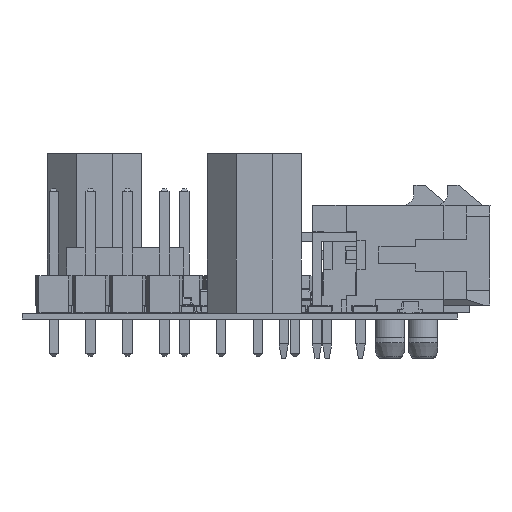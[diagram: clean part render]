
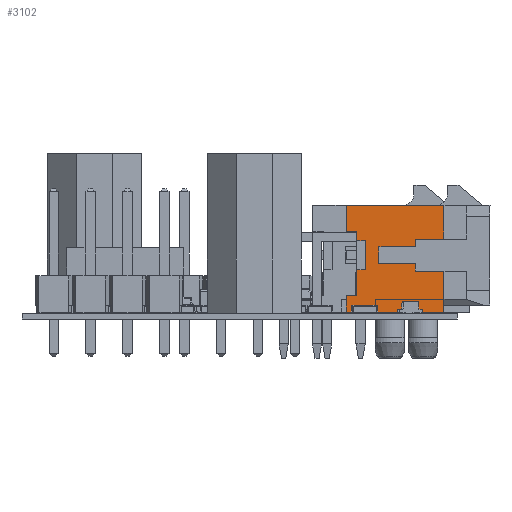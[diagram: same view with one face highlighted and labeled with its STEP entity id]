
A CAD part, front view. The second image highlights one B-rep face of the part: STEP entity #3102.
In plain terms, the highlighted face is planar.
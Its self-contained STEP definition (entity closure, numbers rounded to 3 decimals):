
#1698 = VERTEX_POINT('',#1699);
#1699 = CARTESIAN_POINT('',(-5.075,-1.1,1.78));
#1705 = EDGE_CURVE('',#1698,#1706,#1708,.T.);
#1706 = VERTEX_POINT('',#1707);
#1707 = CARTESIAN_POINT('',(-5.075,-1.1,-0.2));
#1708 = LINE('',#1709,#1710);
#1709 = CARTESIAN_POINT('',(-5.075,-1.1,1.78));
#1710 = VECTOR('',#1711,1.);
#1711 = DIRECTION('',(0.,0.,-1.));
#1754 = VERTEX_POINT('',#1755);
#1755 = CARTESIAN_POINT('',(-5.075,-3.935,1.78));
#1761 = EDGE_CURVE('',#1698,#1754,#1762,.T.);
#1762 = LINE('',#1763,#1764);
#1763 = CARTESIAN_POINT('',(-5.075,-1.1,1.78));
#1764 = VECTOR('',#1765,1.);
#1765 = DIRECTION('',(0.,-1.,0.));
#1776 = VERTEX_POINT('',#1777);
#1777 = CARTESIAN_POINT('',(-5.075,1.1,1.78));
#1783 = EDGE_CURVE('',#1784,#1776,#1786,.T.);
#1784 = VERTEX_POINT('',#1785);
#1785 = CARTESIAN_POINT('',(-5.075,3.435,1.78));
#1786 = LINE('',#1787,#1788);
#1787 = CARTESIAN_POINT('',(-5.075,3.435,1.78));
#1788 = VECTOR('',#1789,1.);
#1789 = DIRECTION('',(0.,-1.,0.));
#1996 = VERTEX_POINT('',#1997);
#1997 = CARTESIAN_POINT('',(-5.075,-3.935,-4.96));
#2003 = EDGE_CURVE('',#1996,#1754,#2004,.T.);
#2004 = LINE('',#2005,#2006);
#2005 = CARTESIAN_POINT('',(-5.075,-3.935,-4.96));
#2006 = VECTOR('',#2007,1.);
#2007 = DIRECTION('',(0.,0.,1.));
#2871 = VERTEX_POINT('',#2872);
#2872 = CARTESIAN_POINT('',(-5.075,-0.575,-2.7));
#2878 = EDGE_CURVE('',#2871,#2879,#2881,.T.);
#2879 = VERTEX_POINT('',#2880);
#2880 = CARTESIAN_POINT('',(-5.075,0.575,-2.7));
#2881 = LINE('',#2882,#2883);
#2882 = CARTESIAN_POINT('',(-5.075,-0.575,-2.7));
#2883 = VECTOR('',#2884,1.);
#2884 = DIRECTION('',(0.,1.,0.));
#2980 = VERTEX_POINT('',#2981);
#2981 = CARTESIAN_POINT('',(-5.075,-0.575,-0.2));
#2987 = EDGE_CURVE('',#2980,#2871,#2988,.T.);
#2988 = LINE('',#2989,#2990);
#2989 = CARTESIAN_POINT('',(-5.075,-0.575,-0.2));
#2990 = VECTOR('',#2991,1.);
#2991 = DIRECTION('',(0.,0.,-1.));
#3084 = EDGE_CURVE('',#2879,#3085,#3087,.T.);
#3085 = VERTEX_POINT('',#3086);
#3086 = CARTESIAN_POINT('',(-5.075,0.575,-0.2));
#3087 = LINE('',#3088,#3089);
#3088 = CARTESIAN_POINT('',(-5.075,0.575,-2.7));
#3089 = VECTOR('',#3090,1.);
#3090 = DIRECTION('',(0.,0.,1.));
#3102 = ADVANCED_FACE('',(#3103),#3210,.T.);
#3103 = FACE_BOUND('',#3104,.F.);
#3104 = EDGE_LOOP('',(#3105,#3115,#3123,#3131,#3139,#3147,#3155,#3163,
    #3169,#3170,#3178,#3184,#3185,#3186,#3187,#3193,#3194,#3195,#3196,
    #3204));
#3105 = ORIENTED_EDGE('',*,*,#3106,.T.);
#3106 = EDGE_CURVE('',#3107,#3109,#3111,.T.);
#3107 = VERTEX_POINT('',#3108);
#3108 = CARTESIAN_POINT('',(-5.075,-2.775,-4.235));
#3109 = VERTEX_POINT('',#3110);
#3110 = CARTESIAN_POINT('',(-5.075,-1.,-4.235));
#3111 = LINE('',#3112,#3113);
#3112 = CARTESIAN_POINT('',(-5.075,-2.775,-4.235));
#3113 = VECTOR('',#3114,1.);
#3114 = DIRECTION('',(0.,1.,0.));
#3115 = ORIENTED_EDGE('',*,*,#3116,.F.);
#3116 = EDGE_CURVE('',#3117,#3109,#3119,.T.);
#3117 = VERTEX_POINT('',#3118);
#3118 = CARTESIAN_POINT('',(-5.075,-1.,-3.635));
#3119 = LINE('',#3120,#3121);
#3120 = CARTESIAN_POINT('',(-5.075,-1.,-3.635));
#3121 = VECTOR('',#3122,1.);
#3122 = DIRECTION('',(0.,0.,-1.));
#3123 = ORIENTED_EDGE('',*,*,#3124,.F.);
#3124 = EDGE_CURVE('',#3125,#3117,#3127,.T.);
#3125 = VERTEX_POINT('',#3126);
#3126 = CARTESIAN_POINT('',(-5.075,1.,-3.635));
#3127 = LINE('',#3128,#3129);
#3128 = CARTESIAN_POINT('',(-5.075,1.,-3.635));
#3129 = VECTOR('',#3130,1.);
#3130 = DIRECTION('',(0.,-1.,0.));
#3131 = ORIENTED_EDGE('',*,*,#3132,.F.);
#3132 = EDGE_CURVE('',#3133,#3125,#3135,.T.);
#3133 = VERTEX_POINT('',#3134);
#3134 = CARTESIAN_POINT('',(-5.075,1.,-4.235));
#3135 = LINE('',#3136,#3137);
#3136 = CARTESIAN_POINT('',(-5.075,1.,-4.235));
#3137 = VECTOR('',#3138,1.);
#3138 = DIRECTION('',(0.,0.,1.));
#3139 = ORIENTED_EDGE('',*,*,#3140,.T.);
#3140 = EDGE_CURVE('',#3133,#3141,#3143,.T.);
#3141 = VERTEX_POINT('',#3142);
#3142 = CARTESIAN_POINT('',(-5.075,1.605,-4.235));
#3143 = LINE('',#3144,#3145);
#3144 = CARTESIAN_POINT('',(-5.075,1.,-4.235));
#3145 = VECTOR('',#3146,1.);
#3146 = DIRECTION('',(0.,1.,0.));
#3147 = ORIENTED_EDGE('',*,*,#3148,.F.);
#3148 = EDGE_CURVE('',#3149,#3141,#3151,.T.);
#3149 = VERTEX_POINT('',#3150);
#3150 = CARTESIAN_POINT('',(-5.075,1.605,-4.96));
#3151 = LINE('',#3152,#3153);
#3152 = CARTESIAN_POINT('',(-5.075,1.605,-4.96));
#3153 = VECTOR('',#3154,1.);
#3154 = DIRECTION('',(0.,0.,1.));
#3155 = ORIENTED_EDGE('',*,*,#3156,.F.);
#3156 = EDGE_CURVE('',#3157,#3149,#3159,.T.);
#3157 = VERTEX_POINT('',#3158);
#3158 = CARTESIAN_POINT('',(-5.075,3.435,-4.96));
#3159 = LINE('',#3160,#3161);
#3160 = CARTESIAN_POINT('',(-5.075,3.435,-4.96));
#3161 = VECTOR('',#3162,1.);
#3162 = DIRECTION('',(0.,-1.,0.));
#3163 = ORIENTED_EDGE('',*,*,#3164,.T.);
#3164 = EDGE_CURVE('',#3157,#1784,#3165,.T.);
#3165 = LINE('',#3166,#3167);
#3166 = CARTESIAN_POINT('',(-5.075,3.435,-4.96));
#3167 = VECTOR('',#3168,1.);
#3168 = DIRECTION('',(0.,0.,1.));
#3169 = ORIENTED_EDGE('',*,*,#1783,.T.);
#3170 = ORIENTED_EDGE('',*,*,#3171,.T.);
#3171 = EDGE_CURVE('',#1776,#3172,#3174,.T.);
#3172 = VERTEX_POINT('',#3173);
#3173 = CARTESIAN_POINT('',(-5.075,1.1,-0.2));
#3174 = LINE('',#3175,#3176);
#3175 = CARTESIAN_POINT('',(-5.075,1.1,1.78));
#3176 = VECTOR('',#3177,1.);
#3177 = DIRECTION('',(0.,0.,-1.));
#3178 = ORIENTED_EDGE('',*,*,#3179,.F.);
#3179 = EDGE_CURVE('',#3085,#3172,#3180,.T.);
#3180 = LINE('',#3181,#3182);
#3181 = CARTESIAN_POINT('',(-5.075,0.575,-0.2));
#3182 = VECTOR('',#3183,1.);
#3183 = DIRECTION('',(0.,1.,0.));
#3184 = ORIENTED_EDGE('',*,*,#3084,.F.);
#3185 = ORIENTED_EDGE('',*,*,#2878,.F.);
#3186 = ORIENTED_EDGE('',*,*,#2987,.F.);
#3187 = ORIENTED_EDGE('',*,*,#3188,.F.);
#3188 = EDGE_CURVE('',#1706,#2980,#3189,.T.);
#3189 = LINE('',#3190,#3191);
#3190 = CARTESIAN_POINT('',(-5.075,-1.1,-0.2));
#3191 = VECTOR('',#3192,1.);
#3192 = DIRECTION('',(0.,1.,0.));
#3193 = ORIENTED_EDGE('',*,*,#1705,.F.);
#3194 = ORIENTED_EDGE('',*,*,#1761,.T.);
#3195 = ORIENTED_EDGE('',*,*,#2003,.F.);
#3196 = ORIENTED_EDGE('',*,*,#3197,.F.);
#3197 = EDGE_CURVE('',#3198,#1996,#3200,.T.);
#3198 = VERTEX_POINT('',#3199);
#3199 = CARTESIAN_POINT('',(-5.075,-2.775,-4.96));
#3200 = LINE('',#3201,#3202);
#3201 = CARTESIAN_POINT('',(-5.075,-2.775,-4.96));
#3202 = VECTOR('',#3203,1.);
#3203 = DIRECTION('',(0.,-1.,0.));
#3204 = ORIENTED_EDGE('',*,*,#3205,.T.);
#3205 = EDGE_CURVE('',#3198,#3107,#3206,.T.);
#3206 = LINE('',#3207,#3208);
#3207 = CARTESIAN_POINT('',(-5.075,-2.775,-4.96));
#3208 = VECTOR('',#3209,1.);
#3209 = DIRECTION('',(0.,0.,1.));
#3210 = PLANE('',#3211);
#3211 = AXIS2_PLACEMENT_3D('',#3212,#3213,#3214);
#3212 = CARTESIAN_POINT('',(-5.075,3.435,-4.96));
#3213 = DIRECTION('',(-1.,0.,0.));
#3214 = DIRECTION('',(0.,0.,1.));
